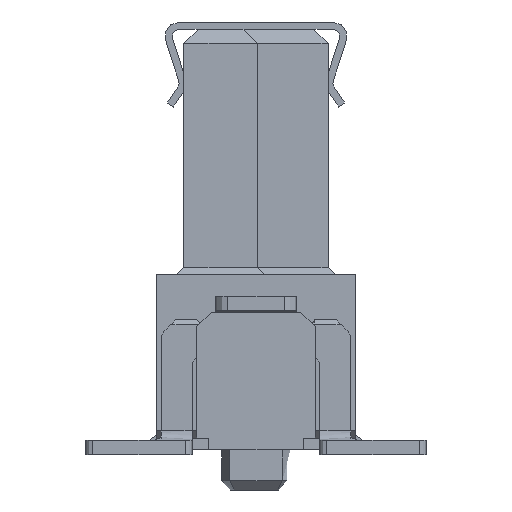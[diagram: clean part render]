
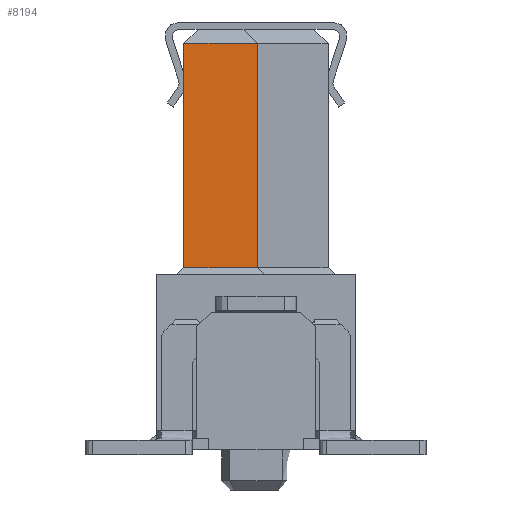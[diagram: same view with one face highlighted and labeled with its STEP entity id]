
A CAD part, left-side view. The second image highlights one B-rep face of the part: STEP entity #8194.
In plain terms, the highlighted planar face has unit normal (-1, 0, 0).
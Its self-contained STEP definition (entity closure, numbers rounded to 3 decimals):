
#6797=CARTESIAN_POINT('',(-7.225,1.525,8.6));
#6798=VERTEX_POINT('',#6797);
#6805=CARTESIAN_POINT('',(-7.225,-0.025,8.6));
#6806=VERTEX_POINT('',#6805);
#6807=CARTESIAN_POINT('',(-7.225,1.525,8.6));
#6808=DIRECTION('',(0.,-1.,0.));
#6809=VECTOR('',#6808,1.55);
#6810=LINE('',#6807,#6809);
#6811=EDGE_CURVE('',#6798,#6806,#6810,.T.);
#8164=CARTESIAN_POINT('',(-7.225,-1.525,3.7));
#8165=DIRECTION('',(0.,-1.,0.));
#8166=DIRECTION('',(-1.,0.,0.));
#8167=AXIS2_PLACEMENT_3D('',#8164,#8166,#8165);
#8168=PLANE('',#8167);
#8169=CARTESIAN_POINT('',(-7.225,1.525,3.85));
#8170=VERTEX_POINT('',#8169);
#8171=CARTESIAN_POINT('',(-7.225,1.525,8.6));
#8172=DIRECTION('',(0.,0.,-1.));
#8173=VECTOR('',#8172,4.75);
#8174=LINE('',#8171,#8173);
#8175=EDGE_CURVE('',#6798,#8170,#8174,.T.);
#8176=ORIENTED_EDGE('',*,*,#8175,.T.);
#8177=CARTESIAN_POINT('',(-7.225,-0.025,3.85));
#8178=VERTEX_POINT('',#8177);
#8179=CARTESIAN_POINT('',(-7.225,1.525,3.85));
#8180=DIRECTION('',(0.,-1.,0.));
#8181=VECTOR('',#8180,1.55);
#8182=LINE('',#8179,#8181);
#8183=EDGE_CURVE('',#8170,#8178,#8182,.T.);
#8184=ORIENTED_EDGE('',*,*,#8183,.T.);
#8185=CARTESIAN_POINT('',(-7.225,-0.025,3.85));
#8186=DIRECTION('',(0.,0.,1.));
#8187=VECTOR('',#8186,4.75);
#8188=LINE('',#8185,#8187);
#8189=EDGE_CURVE('',#8178,#6806,#8188,.T.);
#8190=ORIENTED_EDGE('',*,*,#8189,.T.);
#8191=ORIENTED_EDGE('',*,*,#6811,.F.);
#8192=EDGE_LOOP('',(#8176,#8184,#8190,#8191));
#8193=FACE_OUTER_BOUND('',#8192,.T.);
#8194=ADVANCED_FACE('',(#8193),#8168,.T.);
